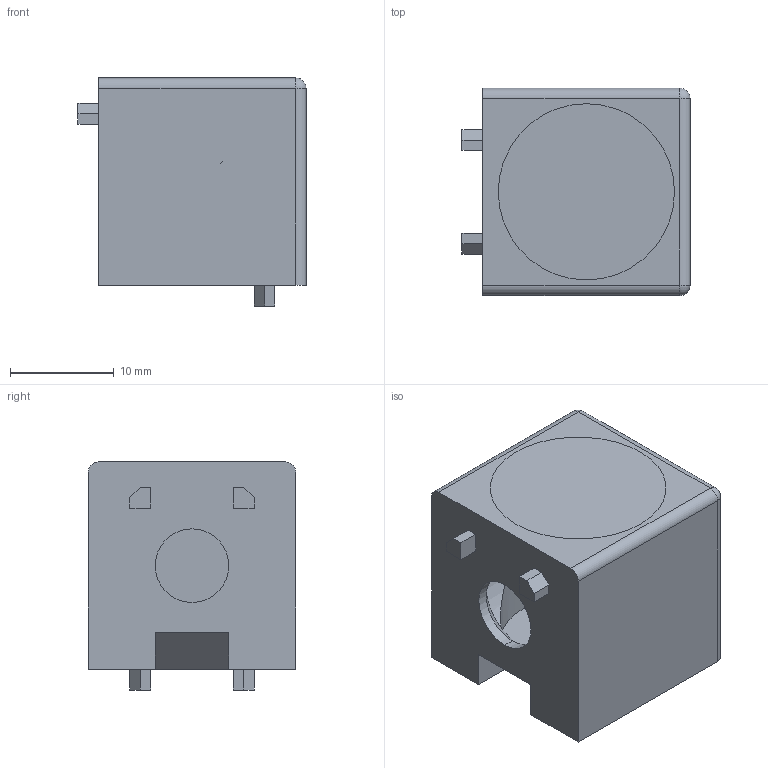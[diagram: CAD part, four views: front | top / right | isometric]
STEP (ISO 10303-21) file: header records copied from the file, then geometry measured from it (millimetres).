
FILE_DESCRIPTION (( 'STEP AP203' ), '1' );
FILE_NAME ('AL-335.0210À.02 Êóáè÷åñêèé ñîåäèíèòåëü 2-õ êîíòàêòíûé 20 ñåðèè.STEP', '2023-10-17T08:16:16', ( '' ), ( '' ), 'SwSTEP 2.0', 'SolidWorks 2021', '' );
FILE_SCHEMA (( 'CONFIG_CONTROL_DESIGN' ));
Length unit declared in the file: millimetre
Products named in the file (3): AL-335.0210À.02 (áåç çàãëóøåê)_00; Çàãëóøêà íà êóáè÷åñêèé ñîåäåíèòåëü AL-335.0210À.02; AL-335.0210À.02 Êóáè÷åñêèé ñîåäèíèòåëü 2-õ êîíòàêòíûé 20 ñåðèè
Assembly tree (3 placements, depth 2):
  AL-335.0210À.02 Êóáè÷åñêèé ñîåäèíèòåëü 2-õ êîíòàêòíûé 20 ñåðèè
    AL-335.0210À.02 (áåç çàãëóøåê)_00
    Çàãëóøêà íà êóáè÷åñêèé ñîåäåíèòåëü AL-335.0210À.02  x2
Bounding box: 22 x 20 x 22 mm (x, y, z)
Volume: 4021.1 mm3; surface area: 4013.8 mm2
Topology: 3 solids, 3 shells, 70 faces, 162 edges, 100 vertices
Faces by surface type: plane 39, cylinder 17, cone 12, sphere 2
Entity records: 2205 total; most frequent: CARTESIAN_POINT 346, DIRECTION 328, ORIENTED_EDGE 308, EDGE_CURVE 154, AXIS2_PLACEMENT_3D 110, VECTOR 108, LINE 108, VERTEX_POINT 96
